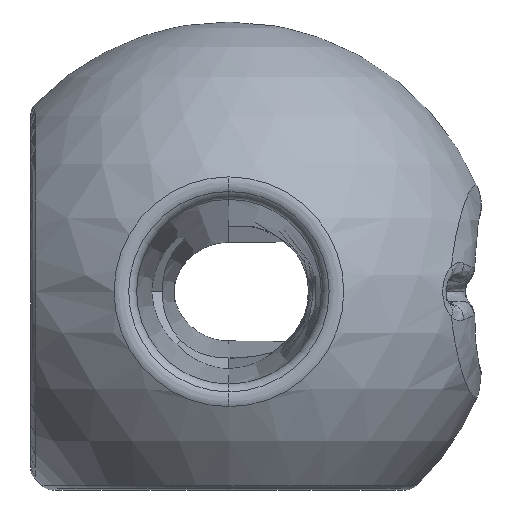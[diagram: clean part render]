
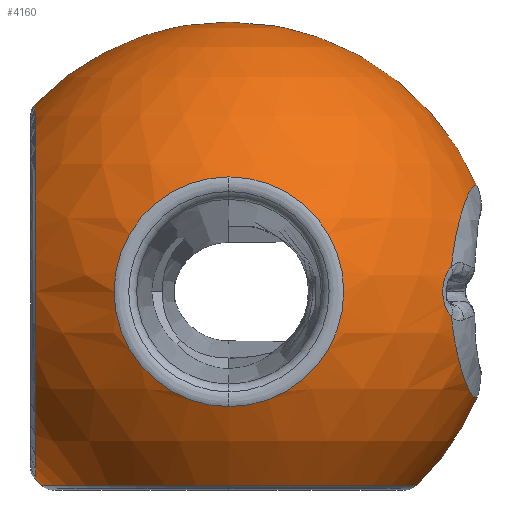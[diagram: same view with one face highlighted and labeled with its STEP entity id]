
A CAD part, front view. The second image highlights one B-rep face of the part: STEP entity #4160.
In plain terms, the highlighted spherical face has radius 17 mm.
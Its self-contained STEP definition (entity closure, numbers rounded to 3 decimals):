
#126=CARTESIAN_POINT('',(15.641,-0.694,6.624));
#768=CARTESIAN_POINT('',(0.,-15.381,0.));
#769=DIRECTION('',(0.,1.,0.));
#770=DIRECTION('',(0.,0.,1.));
#771=AXIS2_PLACEMENT_3D('',#768,#769,#770);
#773=CARTESIAN_POINT('',(0.,-15.381,0.));
#774=DIRECTION('',(0.,1.,0.));
#775=DIRECTION('',(0.,0.,-1.));
#776=AXIS2_PLACEMENT_3D('',#773,#774,#775);
#778=CARTESIAN_POINT('',(15.641,-0.694,6.624));
#779=CARTESIAN_POINT('',(15.663,-0.455,6.597));
#780=CARTESIAN_POINT('',(15.683,-0.224,6.561));
#781=CARTESIAN_POINT('',(15.701,0.,6.518));
#783=CARTESIAN_POINT('',(14.025,-9.475,1.583));
#784=CARTESIAN_POINT('',(14.04,-9.427,1.741));
#785=CARTESIAN_POINT('',(14.074,-9.316,2.056));
#786=CARTESIAN_POINT('',(14.134,-9.113,2.508));
#787=CARTESIAN_POINT('',(14.208,-8.851,2.982));
#788=CARTESIAN_POINT('',(14.294,-8.531,3.465));
#789=CARTESIAN_POINT('',(14.379,-8.202,3.883));
#790=CARTESIAN_POINT('',(14.478,-7.807,4.307));
#791=CARTESIAN_POINT('',(14.582,-7.369,4.708));
#792=CARTESIAN_POINT('',(14.689,-6.899,5.076));
#793=CARTESIAN_POINT('',(14.802,-6.37,5.427));
#794=CARTESIAN_POINT('',(14.912,-5.824,5.731));
#795=CARTESIAN_POINT('',(15.023,-5.226,6.012));
#796=CARTESIAN_POINT('',(15.121,-4.654,6.229));
#797=CARTESIAN_POINT('',(15.22,-4.058,6.406));
#798=CARTESIAN_POINT('',(15.32,-3.397,6.551));
#799=CARTESIAN_POINT('',(15.409,-2.754,6.643));
#800=CARTESIAN_POINT('',(15.492,-2.096,6.691));
#801=CARTESIAN_POINT('',(15.571,-1.411,6.687));
#802=CARTESIAN_POINT('',(15.619,-0.936,6.651));
#803=CARTESIAN_POINT('',(15.641,-0.694,6.624));
#805=CARTESIAN_POINT('',(14.029,-9.47,-1.586));
#806=CARTESIAN_POINT('',(13.952,-9.597,-1.509));
#807=CARTESIAN_POINT('',(13.844,-9.773,-1.371));
#808=CARTESIAN_POINT('',(13.718,-9.976,-1.138));
#809=CARTESIAN_POINT('',(13.637,-10.108,
-0.943));
#810=CARTESIAN_POINT('',(13.569,-10.216,
-0.73));
#811=CARTESIAN_POINT('',(13.518,-10.297,
-0.498));
#812=CARTESIAN_POINT('',(13.492,-10.339,
-0.297));
#813=CARTESIAN_POINT('',(13.481,-10.356,
-0.134));
#814=CARTESIAN_POINT('',(13.478,-10.361,
-0.008));
#815=CARTESIAN_POINT('',(13.48,-10.357,0.117));
#816=CARTESIAN_POINT('',(13.49,-10.341,0.282));
#817=CARTESIAN_POINT('',(13.516,-10.301,0.485));
#818=CARTESIAN_POINT('',(13.566,-10.221,0.717));
#819=CARTESIAN_POINT('',(13.633,-10.114,0.933));
#820=CARTESIAN_POINT('',(13.715,-9.983,1.13));
#821=CARTESIAN_POINT('',(13.839,-9.781,1.363));
#822=CARTESIAN_POINT('',(13.949,-9.602,1.505));
#823=CARTESIAN_POINT('',(14.025,-9.475,1.583));
#825=CARTESIAN_POINT('',(15.704,0.,-6.509));
#826=CARTESIAN_POINT('',(15.686,-0.227,
-6.552));
#827=CARTESIAN_POINT('',(15.633,-0.847,
-6.648));
#828=CARTESIAN_POINT('',(15.519,-1.921,-6.709));
#829=CARTESIAN_POINT('',(15.35,-3.235,-6.599));
#830=CARTESIAN_POINT('',(15.077,-5.036,-6.157));
#831=CARTESIAN_POINT('',(14.732,-6.772,-5.28));
#832=CARTESIAN_POINT('',(14.389,-8.204,-3.923));
#833=CARTESIAN_POINT('',(14.17,-9.,-2.793));
#834=CARTESIAN_POINT('',(14.065,-9.35,-1.976));
#835=CARTESIAN_POINT('',(14.029,-9.47,-1.586));
#837=CARTESIAN_POINT('',(-12.219,0.,0.));
#838=DIRECTION('',(1.,0.,0.));
#839=DIRECTION('',(0.,-1.,0.));
#840=AXIS2_PLACEMENT_3D('',#837,#838,#839);
#842=CARTESIAN_POINT('',(-12.219,0.,0.));
#843=DIRECTION('',(1.,0.,0.));
#844=DIRECTION('',(0.,0.,1.));
#845=AXIS2_PLACEMENT_3D('',#842,#843,#844);
#877=CARTESIAN_POINT('',(14.025,-9.475,1.583));
#903=CARTESIAN_POINT('',(14.029,-9.47,-1.586));
#970=CARTESIAN_POINT('',(0.,0.,0.));
#971=DIRECTION('',(0.,1.,0.));
#972=DIRECTION('',(0.,0.,1.));
#973=AXIS2_PLACEMENT_3D('',#970,#971,#972);
#975=CARTESIAN_POINT('',(0.,0.,0.));
#976=DIRECTION('',(0.,-1.,0.));
#977=DIRECTION('',(0.,0.,1.));
#978=AXIS2_PLACEMENT_3D('',#975,#976,#977);
#990=CARTESIAN_POINT('',(0.,0.,0.));
#991=DIRECTION('',(0.,-1.,0.));
#992=DIRECTION('',(-0.719,0.,-0.695));
#993=AXIS2_PLACEMENT_3D('',#990,#991,#992);
#995=CARTESIAN_POINT('',(0.,0.,0.));
#996=DIRECTION('',(0.,1.,0.));
#997=DIRECTION('',(0.924,0.,-0.383));
#998=AXIS2_PLACEMENT_3D('',#995,#996,#997);
#1457=CARTESIAN_POINT('',(0.,0.,-12.219));
#1458=DIRECTION('',(0.,0.,-1.));
#1459=DIRECTION('',(1.,0.,0.));
#1460=AXIS2_PLACEMENT_3D('',#1457,#1458,#1459);
#1462=CARTESIAN_POINT('',(0.,0.,-12.219));
#1463=DIRECTION('',(0.,0.,-1.));
#1464=DIRECTION('',(0.,-1.,0.));
#1465=AXIS2_PLACEMENT_3D('',#1462,#1463,#1464);
#1684=VERTEX_POINT('',#903);
#1754=VERTEX_POINT('',#877);
#1802=CARTESIAN_POINT('',(0.,0.,17.));
#1803=CARTESIAN_POINT('',(-12.219,0.,11.82));
#1804=VERTEX_POINT('',#1802);
#1805=VERTEX_POINT('',#1803);
#1806=CARTESIAN_POINT('',(15.701,0.,6.518));
#1807=VERTEX_POINT('',#1806);
#1808=CARTESIAN_POINT('',(15.705,0.,-6.509));
#1809=CARTESIAN_POINT('',(11.82,0.,-12.219));
#1810=VERTEX_POINT('',#1808);
#1811=VERTEX_POINT('',#1809);
#1812=CARTESIAN_POINT('',(-12.219,0.,-11.82));
#1813=CARTESIAN_POINT('',(-11.82,0.,-12.219));
#1814=VERTEX_POINT('',#1812);
#1815=VERTEX_POINT('',#1813);
#1816=CARTESIAN_POINT('',(-12.219,-11.82,0.));
#1817=VERTEX_POINT('',#1816);
#1828=CARTESIAN_POINT('',(0.,-11.82,-12.219));
#1829=VERTEX_POINT('',#1828);
#1842=CARTESIAN_POINT('',(0.,-15.381,-7.241));
#1843=VERTEX_POINT('',#1842);
#1844=CARTESIAN_POINT('',(0.,-15.381,7.241));
#1845=VERTEX_POINT('',#1844);
#1863=VERTEX_POINT('',#126);
#4126=CARTESIAN_POINT('',(0.,0.,0.));
#4127=DIRECTION('',(0.,0.,-1.));
#4128=DIRECTION('',(1.,0.,0.));
#4129=AXIS2_PLACEMENT_3D('',#4126,#4127,#4128);
#4130=SPHERICAL_SURFACE('',#4129,17.);
#4131=ORIENTED_EDGE('',*,*,#4114,.F.);
#4132=ORIENTED_EDGE('',*,*,#2545,.F.);
#4134=ORIENTED_EDGE('',*,*,#4133,.F.);
#4135=ORIENTED_EDGE('',*,*,#2557,.F.);
#4137=ORIENTED_EDGE('',*,*,#4136,.T.);
#4139=ORIENTED_EDGE('',*,*,#4138,.T.);
#4141=ORIENTED_EDGE('',*,*,#4140,.T.);
#4143=ORIENTED_EDGE('',*,*,#4142,.F.);
#4145=ORIENTED_EDGE('',*,*,#4144,.F.);
#4147=ORIENTED_EDGE('',*,*,#4146,.F.);
#4149=ORIENTED_EDGE('',*,*,#4148,.F.);
#4151=ORIENTED_EDGE('',*,*,#4150,.T.);
#4152=EDGE_LOOP('',(#4131,#4132,#4134,#4135,#4137,#4139,#4141,#4143,#4145,#4147,
#4149,#4151));
#4153=FACE_OUTER_BOUND('',#4152,.F.);
#4155=ORIENTED_EDGE('',*,*,#4154,.F.);
#4157=ORIENTED_EDGE('',*,*,#4156,.F.);
#4158=EDGE_LOOP('',(#4155,#4157));
#4159=FACE_BOUND('',#4158,.F.);
#4160=ADVANCED_FACE('',(#4153,#4159),#4130,.T.);
#772=CIRCLE('',#771,7.241);
#777=CIRCLE('',#776,7.241);
#782=B_SPLINE_CURVE_WITH_KNOTS('',3,(#778,#779,#780,#781),.UNSPECIFIED.,.F.,.F.,
(4,4),(0.,1.),.UNSPECIFIED.);
#804=B_SPLINE_CURVE_WITH_KNOTS('',3,(#783,#784,#785,#786,#787,#788,#789,#790,
#791,#792,#793,#794,#795,#796,#797,#798,#799,#800,#801,#802,#803),.UNSPECIFIED.,
.F.,.F.,(4,1,1,1,1,1,1,1,1,1,1,1,1,1,1,1,1,1,4),(0.,0.056,
0.111,0.167,0.222,0.278,
0.333,0.389,0.444,0.5,0.556,
0.611,0.667,0.722,0.778,
0.833,0.889,0.944,1.),.UNSPECIFIED.);
#824=B_SPLINE_CURVE_WITH_KNOTS('',3,(#805,#806,#807,#808,#809,#810,#811,#812,
#813,#814,#815,#816,#817,#818,#819,#820,#821,#822,#823),.UNSPECIFIED.,.F.,.F.,
(4,1,1,1,1,1,1,1,1,1,1,1,1,1,1,1,4),(0.,0.125,0.187,
0.25,0.312,0.375,0.437,
0.469,0.5,0.531,0.563,
0.625,0.688,0.75,0.813,
0.875,1.),.UNSPECIFIED.);
#836=B_SPLINE_CURVE_WITH_KNOTS('',3,(#825,#826,#827,#828,#829,#830,#831,#832,
#833,#834,#835),.UNSPECIFIED.,.F.,.F.,(4,1,1,1,1,1,1,1,4),(0.,
0.072,0.19,0.308,0.426,
0.663,0.781,0.899,1.),.UNSPECIFIED.);
#841=CIRCLE('',#840,11.82);
#846=CIRCLE('',#845,11.82);
#974=CIRCLE('',#973,17.);
#979=CIRCLE('',#978,17.);
#994=CIRCLE('',#993,17.);
#999=CIRCLE('',#998,17.);
#1461=CIRCLE('',#1460,11.82);
#1466=CIRCLE('',#1465,11.82);
#2545=EDGE_CURVE('',#1754,#1863,#804,.T.);
#2557=EDGE_CURVE('',#1810,#1684,#836,.T.);
#4114=EDGE_CURVE('',#1863,#1807,#782,.T.);
#4133=EDGE_CURVE('',#1684,#1754,#824,.T.);
#4136=EDGE_CURVE('',#1810,#1811,#999,.T.);
#4138=EDGE_CURVE('',#1811,#1829,#1461,.T.);
#4140=EDGE_CURVE('',#1829,#1815,#1466,.T.);
#4142=EDGE_CURVE('',#1814,#1815,#994,.T.);
#4144=EDGE_CURVE('',#1817,#1814,#841,.T.);
#4146=EDGE_CURVE('',#1805,#1817,#846,.T.);
#4148=EDGE_CURVE('',#1804,#1805,#979,.T.);
#4150=EDGE_CURVE('',#1804,#1807,#974,.T.);
#4154=EDGE_CURVE('',#1845,#1843,#772,.T.);
#4156=EDGE_CURVE('',#1843,#1845,#777,.T.);
